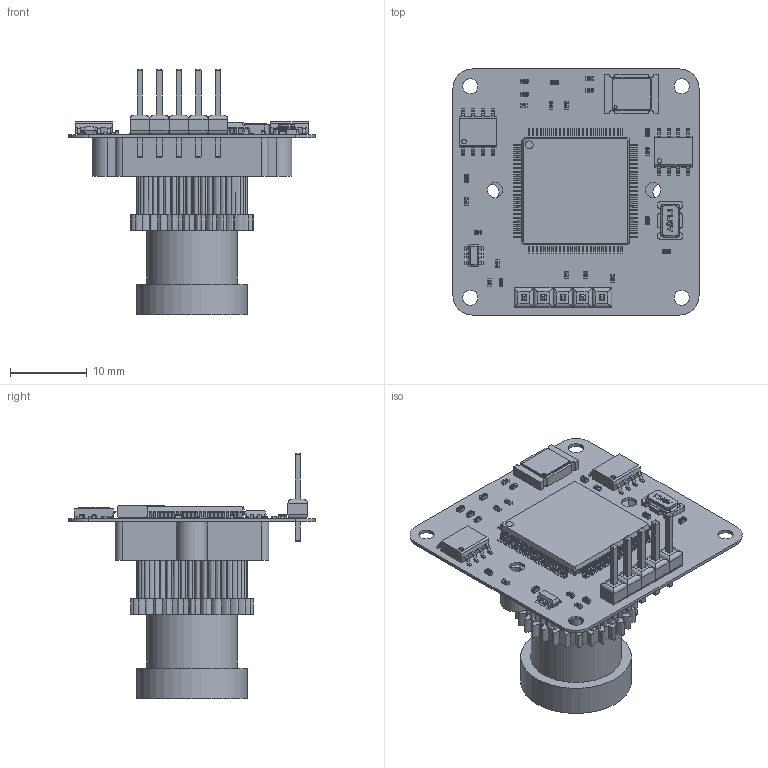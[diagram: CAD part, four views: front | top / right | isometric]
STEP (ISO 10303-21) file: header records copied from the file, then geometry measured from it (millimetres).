
FILE_DESCRIPTION(/* description */ (''),/* implementation_level */ '2;1');
FILE_NAME(/* name */ 'UCAM-3.stp',/* time_stamp */ '2022-04-05T22:24:52+04:00',/* author */ ('Sergey'),/* organization */ (''),/* preprocessor_version */ 'ST-DEVELOPER v18.1',/* originating_system */ 'Autodesk Inventor 2022',/* authorisation */ '');
FILE_SCHEMA (('AUTOMOTIVE_DESIGN { 1 0 10303 214 3 1 1 }'));
Length unit declared in the file: millimetre
Products named in the file (49): Assembly1; UCAM3_PCB; Board; Open CASCADE STEP translator 6.8 2.1.1; R_; R__1; R__2; R__3; C_; C__1; C__2; C__3; R__4; R__5; R__6; R__7; R__8; R__9; R__10; R__11; chip_0402_r; C__4; C__5; C__6; C__7; C__8; User_Library-0402(1005M)_Cap; U_; U__1; so8; U__2; SOT-23-6; G_; User_Library-50_MHz; G__1; User_Library-ASFL1; User_Library-ASFL1_ASFL1_BASE_Valor_predeterminado; User_Library-ASFL1_ASFL1_PINO_1_Valor_predeterminado; User_Library-ASFL1_ASFL1_PINO_2_3_4_Valor_predeterminado; User_Library-ASFL1_ASFL1_GOLD_M_Valor_predeterminado ...
Assembly tree (173 placements, depth 5):
  Assembly1
    UCAM3_PCB
      Board
        Open CASCADE STEP translator 6.8 2.1.1
      R_
        chip_0402_r
      R__1
        chip_0402_r
      R__2
        chip_0402_r
      R__3
        chip_0402_r
      C_
        User_Library-0402(1005M)_Cap
      C__1
        User_Library-0402(1005M)_Cap
      C__2
        User_Library-0402(1005M)_Cap
      C__3
        User_Library-0402(1005M)_Cap
      R__4
        chip_0402_r
      R__5
        chip_0402_r
      R__6
        chip_0402_r
      R__7
        chip_0402_r
      R__8
        chip_0402_r
      R__9
        chip_0402_r
      R__10
        chip_0402_r
      R__11
        chip_0402_r
      C__4
        User_Library-0402(1005M)_Cap
      C__5
        User_Library-0402(1005M)_Cap
      C__6
        User_Library-0402(1005M)_Cap
      C__7
        User_Library-0402(1005M)_Cap
      C__8
        User_Library-0402(1005M)_Cap
      U_
        so8
      U__1
        so8
      U__2
        SOT-23-6
      G_
        User_Library-50_MHz
      G__1
        User_Library-ASFL1
          User_Library-ASFL1_ASFL1_BASE_Valor_predeterminado
          User_Library-ASFL1_ASFL1_PINO_1_Valor_predeterminado
          User_Library-ASFL1_ASFL1_PINO_2_3_4_Valor_predeterminado  x3
          User_Library-ASFL1_ASFL1_GOLD_M_Valor_predeterminado
Bounding box: 32 x 32 x 31.95 mm (x, y, z)
Volume: 5425.1 mm3; surface area: 5903 mm2
Topology: 238 solids, 238 shells, 4668 faces, 11650 edges, 7475 vertices
Faces by surface type: plane 2533, cylinder 1193, bspline 865, sphere 72, torus 4, cone 1
Full cylindrical faces by diameter (mm): 0.432 x1, 0.5 x4, 0.6 x2, 0.9 x5, 1 x2, 2 x8, 11.78 x1, 14.4 x1
Entity records: 37071 total; most frequent: CARTESIAN_POINT 10935, DIRECTION 5010, ORIENTED_EDGE 4948, EDGE_CURVE 2474, AXIS2_PLACEMENT_3D 1709, VERTEX_POINT 1609, LINE 1592, VECTOR 1592
